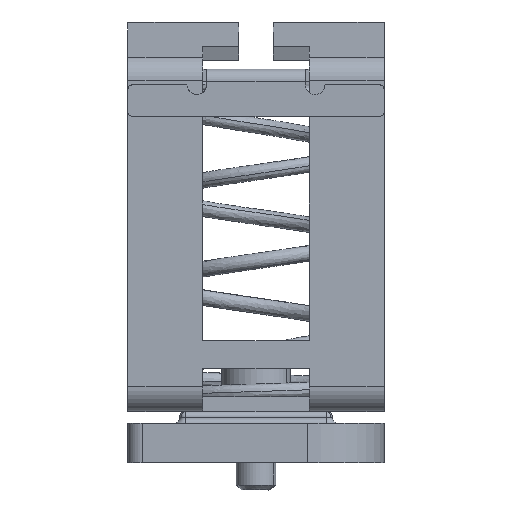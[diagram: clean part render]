
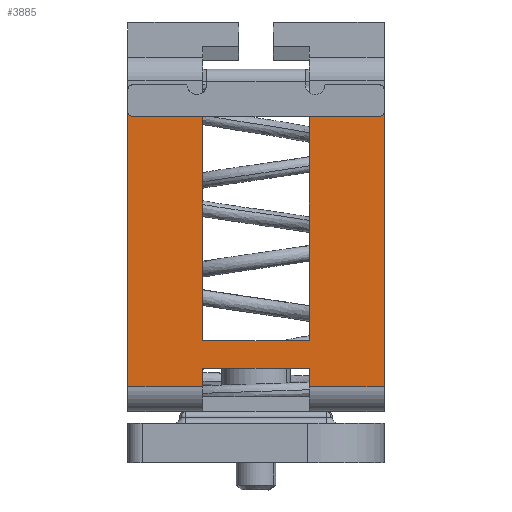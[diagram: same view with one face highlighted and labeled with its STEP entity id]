
A CAD part, left-side view. The second image highlights one B-rep face of the part: STEP entity #3885.
In plain terms, the highlighted planar face has unit normal (-1, 0, 0).
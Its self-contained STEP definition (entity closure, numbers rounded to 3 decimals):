
#1680=AXIS2_PLACEMENT_3D('Circle Axis2P3D',#1678,#1679,$) ;
#1697=AXIS2_PLACEMENT_3D('Circle Axis2P3D',#1695,#1696,$) ;
#3843=AXIS2_PLACEMENT_3D('Plane Axis2P3D',#3840,#3841,#3842) ;
#177=CARTESIAN_POINT('Vertex',(1.2,26.,10.45)) ;
#180=CARTESIAN_POINT('Line Origine',(1.2,26.,24.4)) ;
#184=CARTESIAN_POINT('Vertex',(1.2,26.,38.35)) ;
#215=CARTESIAN_POINT('Line Origine',(1.2,0.,24.4)) ;
#219=CARTESIAN_POINT('Vertex',(1.2,0.,38.35)) ;
#221=CARTESIAN_POINT('Vertex',(1.2,0.,10.45)) ;
#1568=CARTESIAN_POINT('Vertex',(1.2,7.6,37.85)) ;
#1575=CARTESIAN_POINT('Vertex',(1.2,18.4,37.85)) ;
#1644=CARTESIAN_POINT('Vertex',(1.2,25.5,37.85)) ;
#1647=CARTESIAN_POINT('Line Origine',(1.2,21.95,37.85)) ;
#1652=CARTESIAN_POINT('Line Origine',(1.2,4.05,37.85)) ;
#1656=CARTESIAN_POINT('Vertex',(1.2,0.5,37.85)) ;
#1678=CARTESIAN_POINT('Axis2P3D Location',(1.2,25.5,38.35)) ;
#1695=CARTESIAN_POINT('Axis2P3D Location',(1.2,0.5,38.35)) ;
#3159=CARTESIAN_POINT('Vertex',(1.2,7.6,15.15)) ;
#3162=CARTESIAN_POINT('Line Origine',(1.2,7.6,26.5)) ;
#3190=CARTESIAN_POINT('Vertex',(1.2,18.4,15.15)) ;
#3193=CARTESIAN_POINT('Line Origine',(1.2,13.,15.15)) ;
#3215=CARTESIAN_POINT('Line Origine',(1.2,18.4,26.5)) ;
#3238=CARTESIAN_POINT('Vertex',(1.2,18.4,12.35)) ;
#3241=CARTESIAN_POINT('Line Origine',(1.2,18.4,11.4)) ;
#3245=CARTESIAN_POINT('Vertex',(1.2,18.4,10.45)) ;
#3269=CARTESIAN_POINT('Vertex',(1.2,7.6,12.35)) ;
#3272=CARTESIAN_POINT('Line Origine',(1.2,13.,12.35)) ;
#3293=CARTESIAN_POINT('Vertex',(1.2,7.6,10.45)) ;
#3296=CARTESIAN_POINT('Line Origine',(1.2,7.6,11.4)) ;
#3840=CARTESIAN_POINT('Axis2P3D Location',(1.2,13.,9.45)) ;
#3859=CARTESIAN_POINT('Line Origine',(1.2,22.2,10.45)) ;
#3864=CARTESIAN_POINT('Line Origine',(1.2,3.8,10.45)) ;
#181=DIRECTION('Vector Direction',(0.,0.,-1.)) ;
#216=DIRECTION('Vector Direction',(0.,0.,-1.)) ;
#1648=DIRECTION('Vector Direction',(0.,-1.,0.)) ;
#1653=DIRECTION('Vector Direction',(0.,-1.,0.)) ;
#1679=DIRECTION('Axis2P3D Direction',(-1.,0.,0.)) ;
#1696=DIRECTION('Axis2P3D Direction',(-1.,0.,0.)) ;
#3163=DIRECTION('Vector Direction',(0.,0.,1.)) ;
#3194=DIRECTION('Vector Direction',(0.,1.,0.)) ;
#3216=DIRECTION('Vector Direction',(0.,0.,1.)) ;
#3242=DIRECTION('Vector Direction',(0.,0.,-1.)) ;
#3273=DIRECTION('Vector Direction',(0.,1.,0.)) ;
#3297=DIRECTION('Vector Direction',(0.,0.,-1.)) ;
#3841=DIRECTION('Axis2P3D Direction',(-1.,0.,0.)) ;
#3842=DIRECTION('Axis2P3D XDirection',(0.,-1.,0.)) ;
#3860=DIRECTION('Vector Direction',(0.,-1.,0.)) ;
#3865=DIRECTION('Vector Direction',(0.,-1.,0.)) ;
#182=VECTOR('Line Direction',#181,1.) ;
#217=VECTOR('Line Direction',#216,1.) ;
#1649=VECTOR('Line Direction',#1648,1.) ;
#1654=VECTOR('Line Direction',#1653,1.) ;
#3164=VECTOR('Line Direction',#3163,1.) ;
#3195=VECTOR('Line Direction',#3194,1.) ;
#3217=VECTOR('Line Direction',#3216,1.) ;
#3243=VECTOR('Line Direction',#3242,1.) ;
#3274=VECTOR('Line Direction',#3273,1.) ;
#3298=VECTOR('Line Direction',#3297,1.) ;
#3861=VECTOR('Line Direction',#3860,1.) ;
#3866=VECTOR('Line Direction',#3865,1.) ;
#3870=ORIENTED_EDGE('',*,*,#3166,.F.) ;
#3871=ORIENTED_EDGE('',*,*,#3197,.T.) ;
#3872=ORIENTED_EDGE('',*,*,#3219,.T.) ;
#3873=ORIENTED_EDGE('',*,*,#1651,.T.) ;
#3874=ORIENTED_EDGE('',*,*,#1682,.F.) ;
#3875=ORIENTED_EDGE('',*,*,#186,.T.) ;
#3876=ORIENTED_EDGE('',*,*,#3863,.T.) ;
#3877=ORIENTED_EDGE('',*,*,#3247,.F.) ;
#3878=ORIENTED_EDGE('',*,*,#3276,.F.) ;
#3879=ORIENTED_EDGE('',*,*,#3300,.T.) ;
#3880=ORIENTED_EDGE('',*,*,#3868,.T.) ;
#3881=ORIENTED_EDGE('',*,*,#223,.F.) ;
#3882=ORIENTED_EDGE('',*,*,#1699,.F.) ;
#3883=ORIENTED_EDGE('',*,*,#1658,.T.) ;
#3885=ADVANCED_FACE('Brep With Voids',(#3884),#3844,.T.) ;
#1681=CIRCLE('generated circle',#1680,0.5) ;
#1698=CIRCLE('generated circle',#1697,0.5) ;
#186=EDGE_CURVE('',#185,#178,#183,.T.) ;
#223=EDGE_CURVE('',#220,#222,#218,.T.) ;
#1651=EDGE_CURVE('',#1576,#1645,#1650,.F.) ;
#1658=EDGE_CURVE('',#1657,#1569,#1655,.F.) ;
#1682=EDGE_CURVE('',#185,#1645,#1681,.T.) ;
#1699=EDGE_CURVE('',#1657,#220,#1698,.T.) ;
#3166=EDGE_CURVE('',#3160,#1569,#3165,.T.) ;
#3197=EDGE_CURVE('',#3160,#3191,#3196,.T.) ;
#3219=EDGE_CURVE('',#3191,#1576,#3218,.T.) ;
#3247=EDGE_CURVE('',#3239,#3246,#3244,.T.) ;
#3276=EDGE_CURVE('',#3270,#3239,#3275,.T.) ;
#3300=EDGE_CURVE('',#3270,#3294,#3299,.T.) ;
#3863=EDGE_CURVE('',#178,#3246,#3862,.T.) ;
#3868=EDGE_CURVE('',#3294,#222,#3867,.T.) ;
#3869=EDGE_LOOP('',(#3870,#3871,#3872,#3873,#3874,#3875,#3876,#3877,#3878,#3879,#3880,#3881,#3882,#3883)) ;
#3884=FACE_OUTER_BOUND('',#3869,.T.) ;
#183=LINE('Line',#180,#182) ;
#218=LINE('Line',#215,#217) ;
#1650=LINE('Line',#1647,#1649) ;
#1655=LINE('Line',#1652,#1654) ;
#3165=LINE('Line',#3162,#3164) ;
#3196=LINE('Line',#3193,#3195) ;
#3218=LINE('Line',#3215,#3217) ;
#3244=LINE('Line',#3241,#3243) ;
#3275=LINE('Line',#3272,#3274) ;
#3299=LINE('Line',#3296,#3298) ;
#3862=LINE('Line',#3859,#3861) ;
#3867=LINE('Line',#3864,#3866) ;
#3844=PLANE('',#3843) ;
#178=VERTEX_POINT('',#177) ;
#185=VERTEX_POINT('',#184) ;
#220=VERTEX_POINT('',#219) ;
#222=VERTEX_POINT('',#221) ;
#1569=VERTEX_POINT('',#1568) ;
#1576=VERTEX_POINT('',#1575) ;
#1645=VERTEX_POINT('',#1644) ;
#1657=VERTEX_POINT('',#1656) ;
#3160=VERTEX_POINT('',#3159) ;
#3191=VERTEX_POINT('',#3190) ;
#3239=VERTEX_POINT('',#3238) ;
#3246=VERTEX_POINT('',#3245) ;
#3270=VERTEX_POINT('',#3269) ;
#3294=VERTEX_POINT('',#3293) ;
